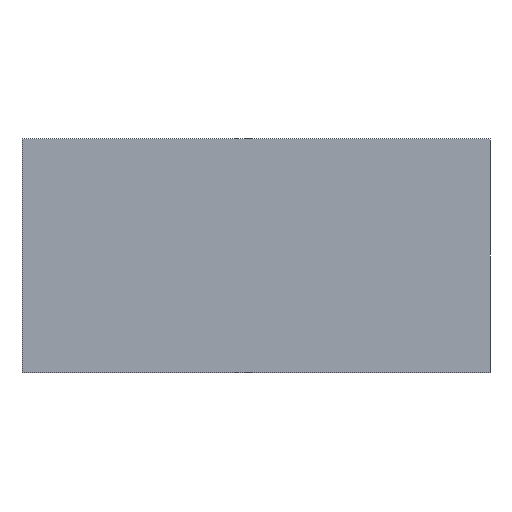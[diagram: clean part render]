
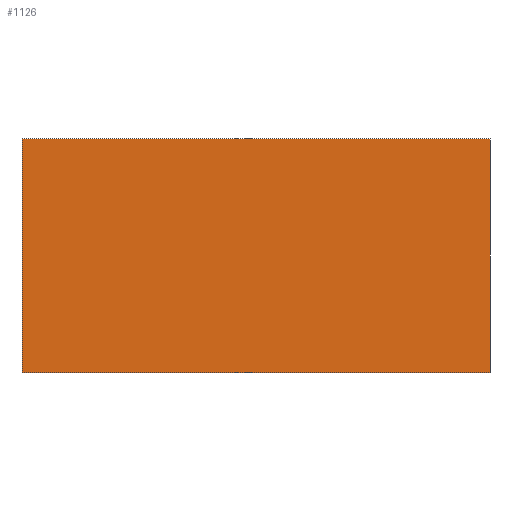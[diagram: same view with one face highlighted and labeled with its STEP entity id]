
A CAD part, front view. The second image highlights one B-rep face of the part: STEP entity #1126.
In plain terms, the highlighted planar face has unit normal (0, -1, 0).
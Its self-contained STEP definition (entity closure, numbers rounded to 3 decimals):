
#113=FACE_OUTER_BOUND('',#185,.T.);
#185=EDGE_LOOP('',(#1020,#1021,#1022,#1023));
#295=LINE('',#1756,#431);
#317=LINE('',#1814,#453);
#320=LINE('',#1818,#456);
#321=LINE('',#1820,#457);
#431=VECTOR('',#1426,10.);
#453=VECTOR('',#1496,10.);
#456=VECTOR('',#1501,10.);
#457=VECTOR('',#1504,10.);
#548=VERTEX_POINT('',#1753);
#549=VERTEX_POINT('',#1755);
#560=VERTEX_POINT('',#1812);
#561=VERTEX_POINT('',#1813);
#685=EDGE_CURVE('',#549,#548,#295,.T.);
#711=EDGE_CURVE('',#560,#561,#317,.T.);
#714=EDGE_CURVE('',#561,#549,#320,.T.);
#715=EDGE_CURVE('',#548,#560,#321,.T.);
#1020=ORIENTED_EDGE('',*,*,#715,.T.);
#1021=ORIENTED_EDGE('',*,*,#711,.T.);
#1022=ORIENTED_EDGE('',*,*,#714,.T.);
#1023=ORIENTED_EDGE('',*,*,#685,.T.);
#1070=PLANE('',#1220);
#1126=ADVANCED_FACE('',(#113),#1070,.T.);
#1220=AXIS2_PLACEMENT_3D('',#1821,#1505,#1506);
#1426=DIRECTION('',(0.,0.,-1.));
#1496=DIRECTION('',(0.,0.,1.));
#1501=DIRECTION('',(-1.,0.,0.));
#1504=DIRECTION('',(1.,0.,0.));
#1505=DIRECTION('center_axis',(0.,-1.,0.));
#1506=DIRECTION('ref_axis',(0.,0.,-1.));
#1753=CARTESIAN_POINT('',(-50.,0.,-25.));
#1755=CARTESIAN_POINT('',(-50.,0.,25.));
#1756=CARTESIAN_POINT('',(-50.,0.,25.));
#1812=CARTESIAN_POINT('',(50.,0.,-25.));
#1813=CARTESIAN_POINT('',(50.,0.,25.));
#1814=CARTESIAN_POINT('',(50.,0.,-25.));
#1818=CARTESIAN_POINT('',(50.,0.,25.));
#1820=CARTESIAN_POINT('',(-50.,0.,-25.));
#1821=CARTESIAN_POINT('Origin',(0.,0.,0.));
